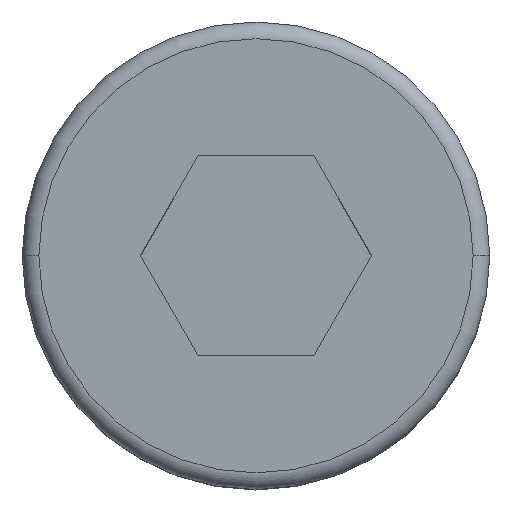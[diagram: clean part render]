
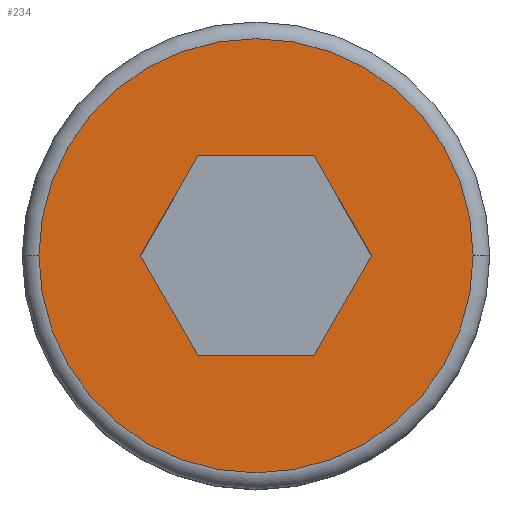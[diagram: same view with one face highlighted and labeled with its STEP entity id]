
A CAD part, top view. The second image highlights one B-rep face of the part: STEP entity #234.
In plain terms, the highlighted planar face has unit normal (0, 0, 1).
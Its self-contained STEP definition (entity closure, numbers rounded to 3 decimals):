
#3 = ORIENTED_EDGE ( 'NONE', *, *, #282, .F. ) ;
#14 = DIRECTION ( 'NONE',  ( 1., 0., 0. ) ) ;
#33 = DIRECTION ( 'NONE',  ( 1., 0., 0. ) ) ;
#46 = VECTOR ( 'NONE', #288, 1000. ) ;
#53 = VERTEX_POINT ( 'NONE', #80 ) ;
#67 = DIRECTION ( 'NONE',  ( 0.5, 0.866, 0. ) ) ;
#70 = CARTESIAN_POINT ( 'NONE',  ( 0.866, -1.5, 4. ) ) ;
#74 = VERTEX_POINT ( 'NONE', #481 ) ;
#80 = CARTESIAN_POINT ( 'NONE',  ( 3.25, 0., 4. ) ) ;
#89 = LINE ( 'NONE', #429, #370 ) ;
#100 = VERTEX_POINT ( 'NONE', #275 ) ;
#104 = VECTOR ( 'NONE', #67, 1000. ) ;
#105 = VECTOR ( 'NONE', #439, 1000. ) ;
#113 = CARTESIAN_POINT ( 'NONE',  ( 0., 0., 4. ) ) ;
#116 = AXIS2_PLACEMENT_3D ( 'NONE', #515, #232, #33 ) ;
#127 = AXIS2_PLACEMENT_3D ( 'NONE', #113, #301, #583 ) ;
#131 = CARTESIAN_POINT ( 'NONE',  ( 1.732, 0., 4. ) ) ;
#138 = CARTESIAN_POINT ( 'NONE',  ( -0.866, 1.5, 4. ) ) ;
#142 = CIRCLE ( 'NONE', #116, 3.25 ) ;
#147 = ORIENTED_EDGE ( 'NONE', *, *, #525, .F. ) ;
#170 = VERTEX_POINT ( 'NONE', #392 ) ;
#178 = LINE ( 'NONE', #386, #105 ) ;
#190 = EDGE_CURVE ( 'NONE', #74, #53, #142, .T. ) ;
#192 = ORIENTED_EDGE ( 'NONE', *, *, #572, .F. ) ;
#207 = ORIENTED_EDGE ( 'NONE', *, *, #297, .T. ) ;
#228 = AXIS2_PLACEMENT_3D ( 'NONE', #461, #547, #14 ) ;
#232 = DIRECTION ( 'NONE',  ( 0., 0., 1. ) ) ;
#234 = ADVANCED_FACE ( 'NONE', ( #352, #591 ), #407, .T. ) ;
#238 = VECTOR ( 'NONE', #482, 1000. ) ;
#261 = DIRECTION ( 'NONE',  ( 0.5, -0.866, 0. ) ) ;
#264 = ORIENTED_EDGE ( 'NONE', *, *, #287, .F. ) ;
#275 = CARTESIAN_POINT ( 'NONE',  ( 0.866, 1.5, 4. ) ) ;
#282 = EDGE_CURVE ( 'NONE', #499, #438, #505, .T. ) ;
#287 = EDGE_CURVE ( 'NONE', #599, #170, #355, .T. ) ;
#288 = DIRECTION ( 'NONE',  ( -1., 0., 0. ) ) ;
#290 = CARTESIAN_POINT ( 'NONE',  ( -0.866, 1.5, 4. ) ) ;
#297 = EDGE_CURVE ( 'NONE', #53, #74, #586, .T. ) ;
#301 = DIRECTION ( 'NONE',  ( 0., 0., 1. ) ) ;
#329 = CARTESIAN_POINT ( 'NONE',  ( 0.866, 1.5, 4. ) ) ;
#337 = DIRECTION ( 'NONE',  ( -0.5, 0.866, 0. ) ) ;
#346 = ORIENTED_EDGE ( 'NONE', *, *, #550, .F. ) ;
#352 = FACE_BOUND ( 'NONE', #465, .T. ) ;
#355 = LINE ( 'NONE', #501, #520 ) ;
#370 = VECTOR ( 'NONE', #337, 1000. ) ;
#379 = LINE ( 'NONE', #329, #46 ) ;
#383 = CARTESIAN_POINT ( 'NONE',  ( -1.732, 0., 4. ) ) ;
#384 = ORIENTED_EDGE ( 'NONE', *, *, #522, .F. ) ;
#386 = CARTESIAN_POINT ( 'NONE',  ( -0.866, -1.5, 4. ) ) ;
#387 = ORIENTED_EDGE ( 'NONE', *, *, #190, .T. ) ;
#392 = CARTESIAN_POINT ( 'NONE',  ( -0.866, -1.5, 4. ) ) ;
#407 = PLANE ( 'NONE',  #127 ) ;
#429 = CARTESIAN_POINT ( 'NONE',  ( 1.732, 0., 4. ) ) ;
#432 = LINE ( 'NONE', #138, #238 ) ;
#438 = VERTEX_POINT ( 'NONE', #131 ) ;
#439 = DIRECTION ( 'NONE',  ( 1., 0., 0. ) ) ;
#461 = CARTESIAN_POINT ( 'NONE',  ( 0., 0., 4. ) ) ;
#465 = EDGE_LOOP ( 'NONE', ( #192, #3, #346, #264, #384, #147 ) ) ;
#481 = CARTESIAN_POINT ( 'NONE',  ( -3.25, 0., 4. ) ) ;
#482 = DIRECTION ( 'NONE',  ( -0.5, -0.866, 0. ) ) ;
#499 = VERTEX_POINT ( 'NONE', #527 ) ;
#501 = CARTESIAN_POINT ( 'NONE',  ( -1.732, 0., 4. ) ) ;
#505 = LINE ( 'NONE', #70, #104 ) ;
#508 = EDGE_LOOP ( 'NONE', ( #207, #387 ) ) ;
#515 = CARTESIAN_POINT ( 'NONE',  ( 0., 0., 4. ) ) ;
#520 = VECTOR ( 'NONE', #261, 1000. ) ;
#522 = EDGE_CURVE ( 'NONE', #580, #599, #432, .T. ) ;
#525 = EDGE_CURVE ( 'NONE', #100, #580, #379, .T. ) ;
#527 = CARTESIAN_POINT ( 'NONE',  ( 0.866, -1.5, 4. ) ) ;
#547 = DIRECTION ( 'NONE',  ( 0., 0., 1. ) ) ;
#550 = EDGE_CURVE ( 'NONE', #170, #499, #178, .T. ) ;
#572 = EDGE_CURVE ( 'NONE', #438, #100, #89, .T. ) ;
#580 = VERTEX_POINT ( 'NONE', #290 ) ;
#583 = DIRECTION ( 'NONE',  ( 1., 0., 0. ) ) ;
#586 = CIRCLE ( 'NONE', #228, 3.25 ) ;
#591 = FACE_OUTER_BOUND ( 'NONE', #508, .T. ) ;
#599 = VERTEX_POINT ( 'NONE', #383 ) ;
